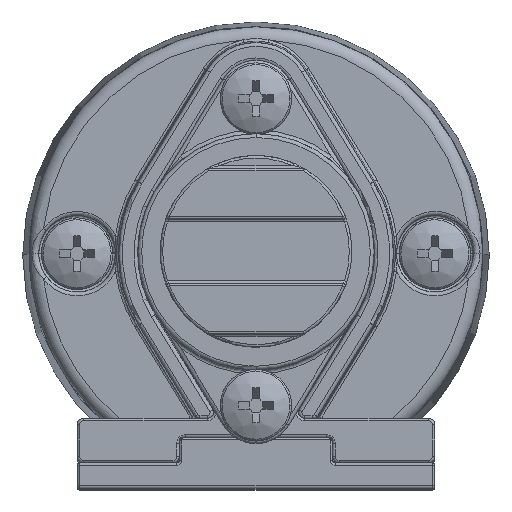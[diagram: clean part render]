
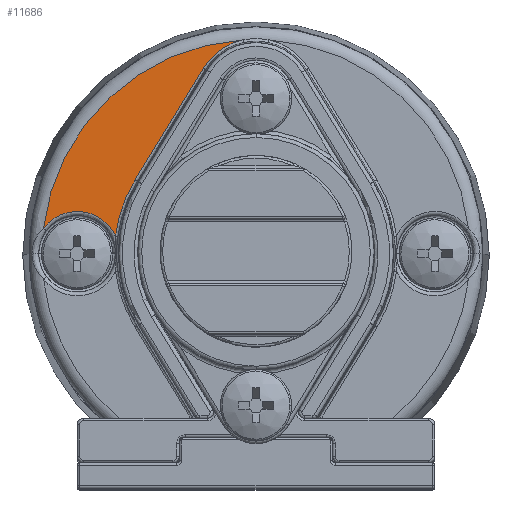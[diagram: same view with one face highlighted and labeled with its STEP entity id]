
A CAD part, top view. The second image highlights one B-rep face of the part: STEP entity #11686.
In plain terms, the highlighted face is planar.
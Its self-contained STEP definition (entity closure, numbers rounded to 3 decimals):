
#6699=CARTESIAN_POINT('',(14.,0.,0.));
#6700=DIRECTION('',(0.,-1.,0.));
#6701=DIRECTION('',(-0.909,0.,-0.417));
#6702=AXIS2_PLACEMENT_3D('',#6699,#6700,#6701);
#6704=CARTESIAN_POINT('',(0.,0.,0.));
#6705=DIRECTION('',(0.,1.,0.));
#6706=DIRECTION('',(0.993,0.,-0.118));
#6707=AXIS2_PLACEMENT_3D('',#6704,#6705,#6706);
#6709=CARTESIAN_POINT('',(0.,0.,-12.));
#6710=DIRECTION('',(0.,-1.,0.));
#6711=DIRECTION('',(0.213,0.,-0.977));
#6712=AXIS2_PLACEMENT_3D('',#6709,#6710,#6711);
#6714=DIRECTION('',(0.521,0.,0.854));
#6715=VECTOR('',#6714,10.244);
#6716=CARTESIAN_POINT('',(4.128,0.,-14.519));
#6717=LINE('',#6716,#6715);
#6718=CARTESIAN_POINT('',(0.,0.,0.));
#6719=DIRECTION('',(0.,-1.,0.));
#6720=DIRECTION('',(0.854,0.,-0.521));
#6721=AXIS2_PLACEMENT_3D('',#6718,#6719,#6720);
#8879=CARTESIAN_POINT('',(11.,0.,-1.376));
#8880=CARTESIAN_POINT('',(16.639,0.,-1.981));
#8881=VERTEX_POINT('',#8879);
#8882=VERTEX_POINT('',#8880);
#8883=CARTESIAN_POINT('',(1.03,0.,-16.725));
#8884=VERTEX_POINT('',#8883);
#8885=CARTESIAN_POINT('',(4.128,0.,-14.519));
#8886=VERTEX_POINT('',#8885);
#8887=CARTESIAN_POINT('',(9.464,0.,-5.774));
#8888=VERTEX_POINT('',#8887);
#11672=CARTESIAN_POINT('',(0.,0.,0.));
#11673=DIRECTION('',(0.,1.,0.));
#11674=DIRECTION('',(1.,0.,0.));
#11675=AXIS2_PLACEMENT_3D('',#11672,#11673,#11674);
#11676=PLANE('',#11675);
#11677=ORIENTED_EDGE('',*,*,#11092,.T.);
#11678=ORIENTED_EDGE('',*,*,#10176,.T.);
#11680=ORIENTED_EDGE('',*,*,#11679,.T.);
#11682=ORIENTED_EDGE('',*,*,#11681,.T.);
#11683=ORIENTED_EDGE('',*,*,#10983,.T.);
#11684=EDGE_LOOP('',(#11677,#11678,#11680,#11682,#11683));
#11685=FACE_OUTER_BOUND('',#11684,.F.);
#11686=ADVANCED_FACE('',(#11685),#11676,.F.);
#6703=CIRCLE('',#6702,3.3);
#6708=CIRCLE('',#6707,16.757);
#6713=CIRCLE('',#6712,4.836);
#6722=CIRCLE('',#6721,11.086);
#10176=EDGE_CURVE('',#8882,#8884,#6708,.T.);
#10983=EDGE_CURVE('',#8888,#8881,#6722,.T.);
#11092=EDGE_CURVE('',#8881,#8882,#6703,.T.);
#11679=EDGE_CURVE('',#8884,#8886,#6713,.T.);
#11681=EDGE_CURVE('',#8886,#8888,#6717,.T.);
